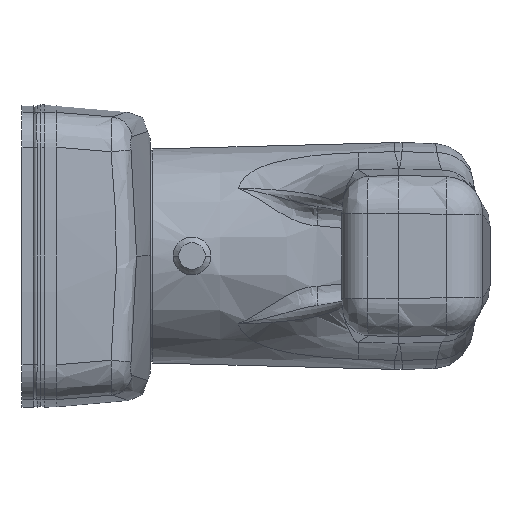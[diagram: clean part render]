
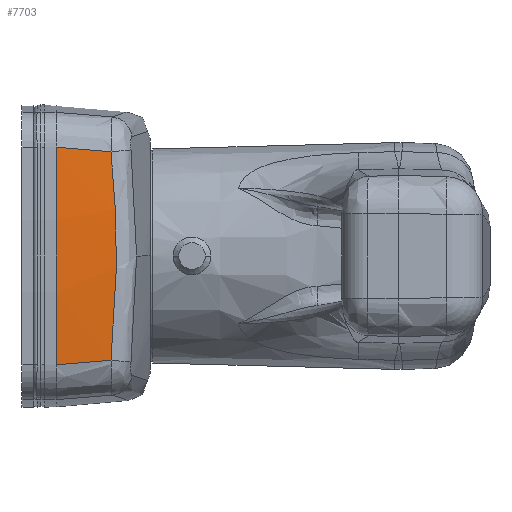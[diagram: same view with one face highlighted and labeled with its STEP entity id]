
A CAD part, front view. The second image highlights one B-rep face of the part: STEP entity #7703.
In plain terms, the highlighted conical face has half-angle 5 degrees and reference radius 199.961 mm.
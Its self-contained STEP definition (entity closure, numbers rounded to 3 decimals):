
#79 = EDGE_CURVE ( 'NONE', #6739, #2363, #3400, .T. ) ;
#358 = CARTESIAN_POINT ( 'NONE',  ( -13.884, -27.931, 8.243 ) ) ;
#433 = ORIENTED_EDGE ( 'NONE', *, *, #8794, .T. ) ;
#489 = CARTESIAN_POINT ( 'NONE',  ( 14.388, -28.442, 2. ) ) ;
#839 = CARTESIAN_POINT ( 'NONE',  ( 14.393, -28.442, 2. ) ) ;
#1143 = CARTESIAN_POINT ( 'NONE',  ( 0., 171., 2. ) ) ;
#1185 = ORIENTED_EDGE ( 'NONE', *, *, #7864, .T. ) ;
#1362 = CONICAL_SURFACE ( 'NONE', #12041, 199.961, 0.087 ) ;
#1550 = CARTESIAN_POINT ( 'NONE',  ( 13.797, -27.846, 9.278 ) ) ;
#1608 = CARTESIAN_POINT ( 'NONE',  ( -13.797, -27.846, 9.278 ) ) ;
#2072 = ORIENTED_EDGE ( 'NONE', *, *, #8855, .T. ) ;
#2363 = VERTEX_POINT ( 'NONE', #9854 ) ;
#2383 = CARTESIAN_POINT ( 'NONE',  ( 13.797, -27.846, 9.278 ) ) ;
#2852 = CARTESIAN_POINT ( 'NONE',  ( -13.797, -27.846, 9.278 ) ) ;
#3333 = CARTESIAN_POINT ( 'NONE',  ( 14.388, -28.442, 2. ) ) ;
#3400 = B_SPLINE_CURVE_WITH_KNOTS ( 'NONE', 3,
 ( #7853, #6612, #5355, #4109, #2852 ),
 .UNSPECIFIED., .F., .F.,
 ( 4, 1, 4 ),
 ( 0., 0.014, 0.028 ),
 .UNSPECIFIED. ) ;
#3626 = CARTESIAN_POINT ( 'NONE',  ( 13.884, -27.931, 8.243 ) ) ;
#3817 = CARTESIAN_POINT ( 'NONE',  ( -14.388, -28.442, 2. ) ) ;
#4109 = CARTESIAN_POINT ( 'NONE',  ( -9.198, -28.123, 9.761 ) ) ;
#4376 = B_SPLINE_CURVE_WITH_KNOTS ( 'NONE', 3,
 ( #3333, #839, #11799, #10549 ),
 .UNSPECIFIED., .F., .F.,
 ( 4, 4 ),
 ( 0., 0. ),
 .UNSPECIFIED. ) ;
#4831 = ORIENTED_EDGE ( 'NONE', *, *, #79, .T. ) ;
#4889 = CARTESIAN_POINT ( 'NONE',  ( 13.97, -28.015, 7.208 ) ) ;
#5073 = CARTESIAN_POINT ( 'NONE',  ( -14.393, -28.442, 2. ) ) ;
#5230 = VERTEX_POINT ( 'NONE', #489 ) ;
#5308 = EDGE_CURVE ( 'NONE', #8945, #5230, #8368, .T. ) ;
#5321 = B_SPLINE_CURVE_WITH_KNOTS ( 'NONE', 3,
 ( #9885, #8632, #7392, #6135, #4889, #3626, #2383 ),
 .UNSPECIFIED., .F., .F.,
 ( 4, 3, 4 ),
 ( 0., 0.004, 0.007 ),
 .UNSPECIFIED. ) ;
#5355 = CARTESIAN_POINT ( 'NONE',  ( 0., -28.399, 10.238 ) ) ;
#5634 = VERTEX_POINT ( 'NONE', #10410 ) ;
#6135 = CARTESIAN_POINT ( 'NONE',  ( 14.056, -28.1, 6.174 ) ) ;
#6318 = CARTESIAN_POINT ( 'NONE',  ( -14.403, -28.441, 2. ) ) ;
#6326 = CARTESIAN_POINT ( 'NONE',  ( -14.398, -28.442, 2. ) ) ;
#6507 = CARTESIAN_POINT ( 'NONE',  ( -14.388, -28.442, 2. ) ) ;
#6612 = CARTESIAN_POINT ( 'NONE',  ( 9.198, -28.123, 9.761 ) ) ;
#6739 = VERTEX_POINT ( 'NONE', #1550 ) ;
#6812 = ORIENTED_EDGE ( 'NONE', *, *, #5308, .T. ) ;
#7392 = CARTESIAN_POINT ( 'NONE',  ( 14.172, -28.214, 4.783 ) ) ;
#7569 = CARTESIAN_POINT ( 'NONE',  ( -14.287, -28.328, 3.391 ) ) ;
#7577 = CARTESIAN_POINT ( 'NONE',  ( -14.403, -28.441, 2. ) ) ;
#7686 = VERTEX_POINT ( 'NONE', #10072 ) ;
#7703 = ADVANCED_FACE ( 'NONE', ( #11105 ), #1362, .T. ) ;
#7853 = CARTESIAN_POINT ( 'NONE',  ( 13.797, -27.846, 9.278 ) ) ;
#7864 = EDGE_CURVE ( 'NONE', #2363, #7686, #8029, .T. ) ;
#8029 = B_SPLINE_CURVE_WITH_KNOTS ( 'NONE', 3,
 ( #1608, #358, #11320, #10058, #8815, #7569, #6318 ),
 .UNSPECIFIED., .F., .F.,
 ( 4, 3, 4 ),
 ( 0.002, 0.005, 0.01 ),
 .UNSPECIFIED. ) ;
#8368 = CIRCLE ( 'NONE', #12081, 199.961 ) ;
#8632 = CARTESIAN_POINT ( 'NONE',  ( 14.287, -28.328, 3.391 ) ) ;
#8648 = EDGE_LOOP ( 'NONE', ( #433, #4831, #1185, #11331, #6812, #2072 ) ) ;
#8794 = EDGE_CURVE ( 'NONE', #5634, #6739, #5321, .T. ) ;
#8815 = CARTESIAN_POINT ( 'NONE',  ( -14.172, -28.214, 4.783 ) ) ;
#8855 = EDGE_CURVE ( 'NONE', #5230, #5634, #4376, .T. ) ;
#8945 = VERTEX_POINT ( 'NONE', #6507 ) ;
#9138 = B_SPLINE_CURVE_WITH_KNOTS ( 'NONE', 3,
 ( #7577, #6326, #5073, #3817 ),
 .UNSPECIFIED., .F., .F.,
 ( 4, 4 ),
 ( 0., 0. ),
 .UNSPECIFIED. ) ;
#9550 = DIRECTION ( 'NONE',  ( 1., 0., 0. ) ) ;
#9582 = EDGE_CURVE ( 'NONE', #7686, #8945, #9138, .T. ) ;
#9854 = CARTESIAN_POINT ( 'NONE',  ( -13.797, -27.846, 9.278 ) ) ;
#9885 = CARTESIAN_POINT ( 'NONE',  ( 14.403, -28.441, 2. ) ) ;
#10058 = CARTESIAN_POINT ( 'NONE',  ( -14.056, -28.1, 6.174 ) ) ;
#10072 = CARTESIAN_POINT ( 'NONE',  ( -14.403, -28.441, 2. ) ) ;
#10410 = CARTESIAN_POINT ( 'NONE',  ( 14.403, -28.441, 2. ) ) ;
#10549 = CARTESIAN_POINT ( 'NONE',  ( 14.403, -28.441, 2. ) ) ;
#10811 = DIRECTION ( 'NONE',  ( 0., 0., -1. ) ) ;
#10861 = DIRECTION ( 'NONE',  ( 1., 0., 0. ) ) ;
#11105 = FACE_OUTER_BOUND ( 'NONE', #8648, .T. ) ;
#11320 = CARTESIAN_POINT ( 'NONE',  ( -13.97, -28.015, 7.208 ) ) ;
#11331 = ORIENTED_EDGE ( 'NONE', *, *, #9582, .T. ) ;
#11799 = CARTESIAN_POINT ( 'NONE',  ( 14.398, -28.442, 2. ) ) ;
#12041 = AXIS2_PLACEMENT_3D ( 'NONE', #12060, #10811, #9550 ) ;
#12060 = CARTESIAN_POINT ( 'NONE',  ( 0., 171., 2. ) ) ;
#12081 = AXIS2_PLACEMENT_3D ( 'NONE', #1143, #12110, #10861 ) ;
#12110 = DIRECTION ( 'NONE',  ( 0., 0., 1. ) ) ;
